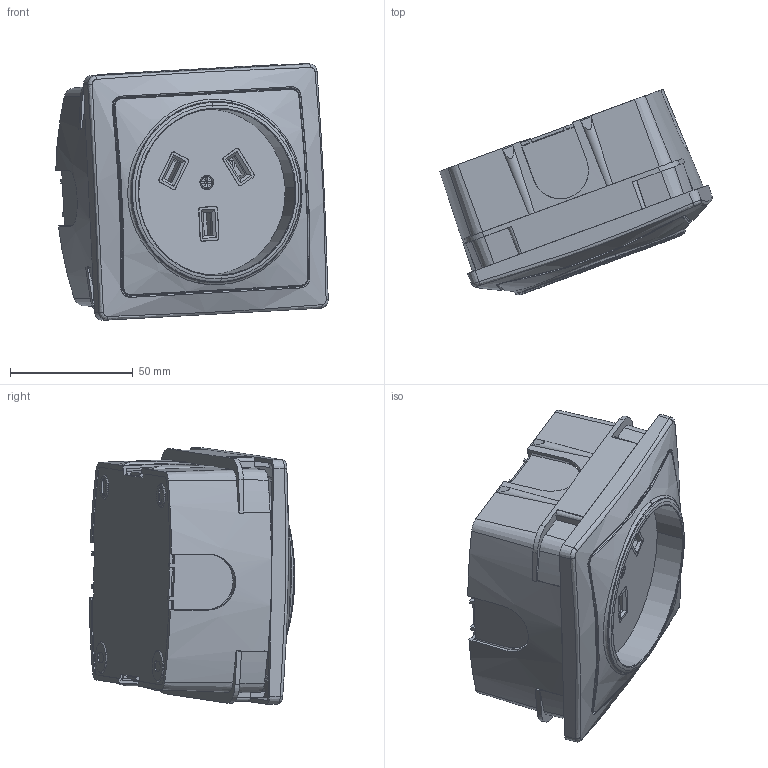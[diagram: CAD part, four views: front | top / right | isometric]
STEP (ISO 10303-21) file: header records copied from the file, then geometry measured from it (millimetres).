
FILE_DESCRIPTION (( 'STEP AP203' ), '1' );
FILE_NAME ('ðîçåòêà âñòð.STEP', '2023-06-22T13:56:03', ( '' ), ( '' ), 'SwSTEP 2.0', 'SolidWorks 2022', '' );
FILE_SCHEMA (( 'CONFIG_CONTROL_DESIGN' ));
Length unit declared in the file: millimetre
Products named in the file (1): розетка встр
Bounding box: 111.2 x 83.82 x 104.67 mm (x, y, z)
Volume: 66192.3 mm3; surface area: 101750.6 mm2
Topology: 4 solids, 4 shells, 1220 faces, 3452 edges, 2260 vertices
Faces by surface type: plane 753, cylinder 233, cone 152, bspline 62, torus 20
Entity records: 52859 total; most frequent: CARTESIAN_POINT 22053, ORIENTED_EDGE 6904, DIRECTION 5731, EDGE_CURVE 3452, VERTEX_POINT 2260, VECTOR 2049, LINE 2049, AXIS2_PLACEMENT_3D 1841
